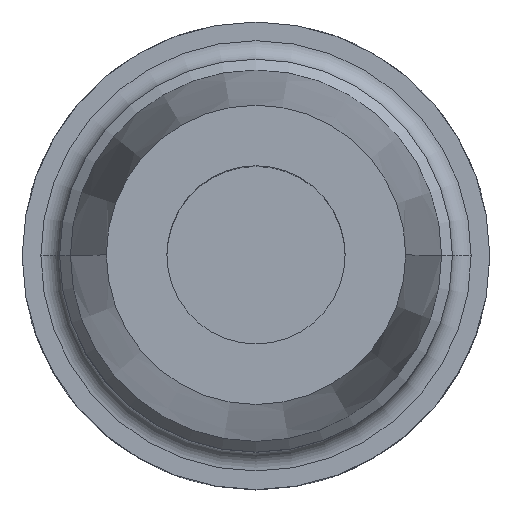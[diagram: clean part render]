
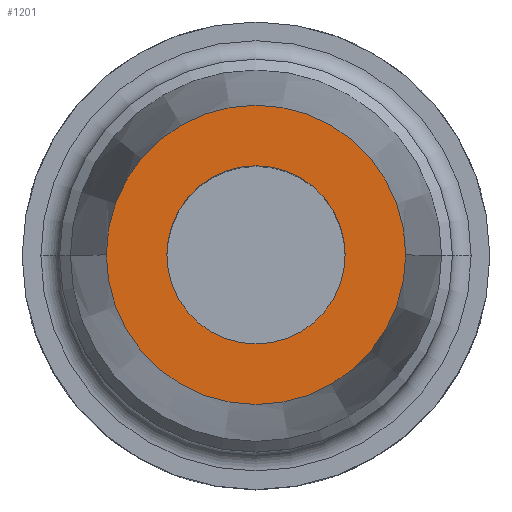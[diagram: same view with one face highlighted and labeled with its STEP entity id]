
A CAD part, top view. The second image highlights one B-rep face of the part: STEP entity #1201.
In plain terms, the highlighted planar face has unit normal (0, 0, 1).
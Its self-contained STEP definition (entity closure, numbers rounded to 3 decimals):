
#50 = DIRECTION ( 'NONE',  ( 0., 0., -1. ) ) ;
#115 = EDGE_CURVE ( 'NONE', #2837, #2555, #4774, .T. ) ;
#601 = PLANE ( 'NONE',  #2281 ) ;
#701 = CARTESIAN_POINT ( 'NONE',  ( 9.525, 0., 80. ) ) ;
#714 = DIRECTION ( 'NONE',  ( 0., 0., -1. ) ) ;
#1011 = CARTESIAN_POINT ( 'NONE',  ( 0., 16., 80. ) ) ;
#1022 = CIRCLE ( 'NONE', #1680, 9.525 ) ;
#1072 = EDGE_CURVE ( 'NONE', #3076, #2629, #2108, .T. ) ;
#1085 = AXIS2_PLACEMENT_3D ( 'NONE', #3004, #50, #2988 ) ;
#1201 = ADVANCED_FACE ( 'NONE', ( #2392, #4211 ), #601, .T. ) ;
#1252 = ORIENTED_EDGE ( 'NONE', *, *, #115, .T. ) ;
#1435 = ORIENTED_EDGE ( 'NONE', *, *, #1657, .T. ) ;
#1469 = CARTESIAN_POINT ( 'NONE',  ( -9.525, 0., 80. ) ) ;
#1657 = EDGE_CURVE ( 'NONE', #2555, #2837, #1022, .T. ) ;
#1658 = DIRECTION ( 'NONE',  ( 0., 0., -1. ) ) ;
#1680 = AXIS2_PLACEMENT_3D ( 'NONE', #3840, #1658, #4200 ) ;
#2078 = ORIENTED_EDGE ( 'NONE', *, *, #2533, .F. ) ;
#2108 = CIRCLE ( 'NONE', #1085, 16. ) ;
#2143 = EDGE_LOOP ( 'NONE', ( #3321, #2078 ) ) ;
#2266 = CARTESIAN_POINT ( 'NONE',  ( 16., 0., 80. ) ) ;
#2281 = AXIS2_PLACEMENT_3D ( 'NONE', #1011, #3647, #4764 ) ;
#2347 = CARTESIAN_POINT ( 'NONE',  ( -16., 0., 80. ) ) ;
#2392 = FACE_BOUND ( 'NONE', #2870, .T. ) ;
#2533 = EDGE_CURVE ( 'NONE', #2629, #3076, #3687, .T. ) ;
#2555 = VERTEX_POINT ( 'NONE', #1469 ) ;
#2629 = VERTEX_POINT ( 'NONE', #2266 ) ;
#2837 = VERTEX_POINT ( 'NONE', #701 ) ;
#2870 = EDGE_LOOP ( 'NONE', ( #1435, #1252 ) ) ;
#2948 = CARTESIAN_POINT ( 'NONE',  ( 0., 0., 80. ) ) ;
#2988 = DIRECTION ( 'NONE',  ( -1., 0., 0. ) ) ;
#3004 = CARTESIAN_POINT ( 'NONE',  ( 0., 0., 80. ) ) ;
#3076 = VERTEX_POINT ( 'NONE', #2347 ) ;
#3319 = DIRECTION ( 'NONE',  ( -1., 0., 0. ) ) ;
#3321 = ORIENTED_EDGE ( 'NONE', *, *, #1072, .F. ) ;
#3647 = DIRECTION ( 'NONE',  ( 0., 0., 1. ) ) ;
#3687 = CIRCLE ( 'NONE', #4751, 16. ) ;
#3840 = CARTESIAN_POINT ( 'NONE',  ( 0., 0., 80. ) ) ;
#4200 = DIRECTION ( 'NONE',  ( -1., 0., 0. ) ) ;
#4211 = FACE_OUTER_BOUND ( 'NONE', #2143, .T. ) ;
#4227 = DIRECTION ( 'NONE',  ( -1., 0., 0. ) ) ;
#4332 = AXIS2_PLACEMENT_3D ( 'NONE', #4620, #4605, #4227 ) ;
#4605 = DIRECTION ( 'NONE',  ( 0., 0., -1. ) ) ;
#4620 = CARTESIAN_POINT ( 'NONE',  ( 0., 0., 80. ) ) ;
#4751 = AXIS2_PLACEMENT_3D ( 'NONE', #2948, #714, #3319 ) ;
#4764 = DIRECTION ( 'NONE',  ( 1., 0., 0. ) ) ;
#4774 = CIRCLE ( 'NONE', #4332, 9.525 ) ;
